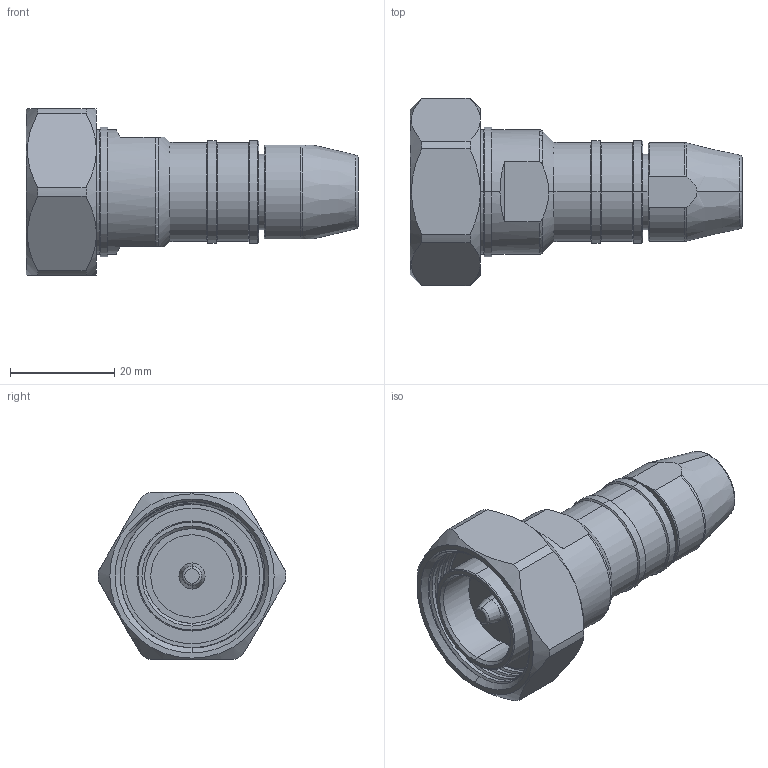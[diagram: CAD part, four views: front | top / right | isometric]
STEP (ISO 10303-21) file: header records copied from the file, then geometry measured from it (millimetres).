
FILE_DESCRIPTION (( 'STEP AP203' ), '1' );
FILE_NAME ('3190-6299.STEP', '2020-03-05T03:16:35', ( '001' ), ( '' ), 'SwSTEP 2.0', 'SolidWorks 2016', '' );
FILE_SCHEMA (( 'CONFIG_CONTROL_DESIGN' ));
Length unit declared in the file: millimetre
Products named in the file (1): 3190-6299
Bounding box: 63.65 x 36 x 32 mm (x, y, z)
Volume: 21685.1 mm3; surface area: 10003.4 mm2
Topology: 1 solids, 2 shells, 148 faces, 342 edges, 213 vertices
Faces by surface type: cylinder 59, cone 41, plane 32, torus 14, bspline 2
Entity records: 5193 total; most frequent: CARTESIAN_POINT 1800, DIRECTION 715, ORIENTED_EDGE 684, EDGE_CURVE 342, AXIS2_PLACEMENT_3D 299, VERTEX_POINT 213, EDGE_LOOP 165, CIRCLE 152
